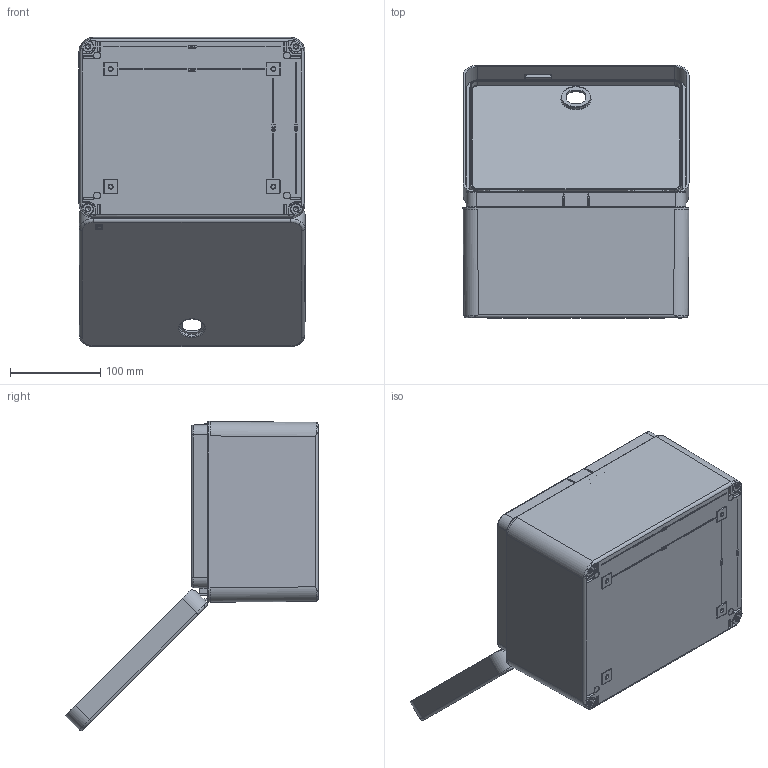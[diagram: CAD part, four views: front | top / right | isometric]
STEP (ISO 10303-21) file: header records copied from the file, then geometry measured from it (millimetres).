
FILE_DESCRIPTION (( 'STEP AP214' ), '1' );
FILE_NAME ('21202500.STEP', '2008-12-05T08:29:55', ( ' ' ), ( '' ), 'SwSTEP 2.0', 'SolidWorks 2008', '' );
FILE_SCHEMA (( 'AUTOMOTIVE_DESIGN' ));
Products named in the file (8): 82076_Standard; 21202500; 86208_Standard; 29510_Standard; 51710_Standard; 95035_Standard; 30510_Standard; 94406_Standard
Assembly tree (18 placements, depth 3):
  21202500
    95035_Standard  x2
    51710_Standard
      86208_Standard  x8
      94406_Standard  x4
      29510_Standard
    30510_Standard
    82076_Standard
Bounding box: 250.04 x 280.96 x 342.01 mm (x, y, z)
Volume: 658700.9 mm3; surface area: 515046.9 mm2
Topology: 17 solids, 17 shells, 2267 faces, 5373 edges, 3063 vertices
Faces by surface type: cylinder 647, bspline 564, plane 522, cone 206, torus 194, sphere 134
Entity records: 75270 total; most frequent: CARTESIAN_POINT 34000, ORIENTED_EDGE 9436, DIRECTION 7493, EDGE_CURVE 4718, AXIS2_PLACEMENT_3D 2821, VERTEX_POINT 2776, EDGE_LOOP 2118, ADVANCED_FACE 2019
